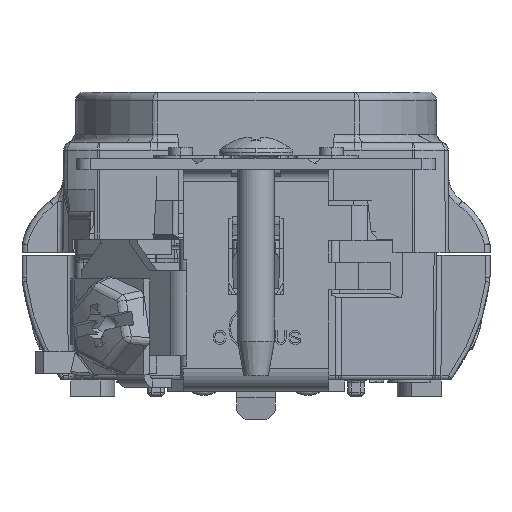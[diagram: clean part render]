
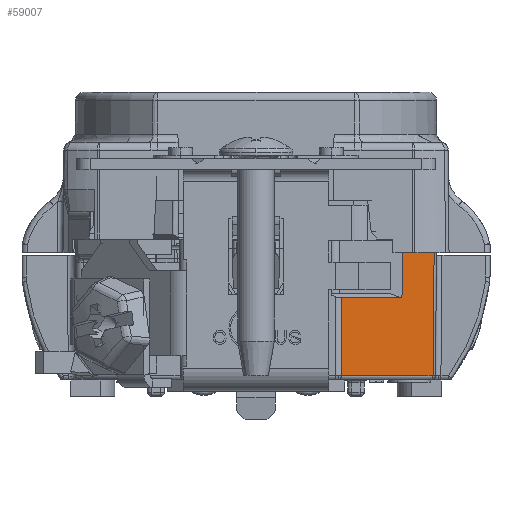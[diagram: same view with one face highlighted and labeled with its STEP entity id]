
A CAD part, front view. The second image highlights one B-rep face of the part: STEP entity #59007.
In plain terms, the highlighted planar face has unit normal (0.707, -0.707, -0.009).
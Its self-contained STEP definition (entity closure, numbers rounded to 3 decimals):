
#1443 = LINE ( 'NONE', #46139, #80749 ) ;
#3744 = VERTEX_POINT ( 'NONE', #137324 ) ;
#6619 = CARTESIAN_POINT ( 'NONE',  ( 14.898, -31.168, 1.727 ) ) ;
#9397 = ORIENTED_EDGE ( 'NONE', *, *, #128739, .T. ) ;
#26467 = ORIENTED_EDGE ( 'NONE', *, *, #161227, .T. ) ;
#28103 = VERTEX_POINT ( 'NONE', #181417 ) ;
#31896 = EDGE_CURVE ( 'NONE', #144036, #100961, #80541, .T. ) ;
#32607 = VECTOR ( 'NONE', #140914, 1000. ) ;
#38415 = CARTESIAN_POINT ( 'NONE',  ( 15.009, -31.213, 14.43 ) ) ;
#38896 = VECTOR ( 'NONE', #91824, 1000. ) ;
#41933 = VERTEX_POINT ( 'NONE', #196184 ) ;
#46139 = CARTESIAN_POINT ( 'NONE',  ( -5.739, -51.804, 1.727 ) ) ;
#49417 = DIRECTION ( 'NONE',  ( -0.021, -0.009, -1. ) ) ;
#50490 = DIRECTION ( 'NONE',  ( 0.707, 0.707, 0. ) ) ;
#50984 = CARTESIAN_POINT ( 'NONE',  ( -5.661, -51.883, 14.43 ) ) ;
#54523 = VECTOR ( 'NONE', #49417, 1000. ) ;
#57824 = CARTESIAN_POINT ( 'NONE',  ( 15.008, -31.213, 14.324 ) ) ;
#59007 = ADVANCED_FACE ( 'NONE', ( #98784 ), #107618, .T. ) ;
#61737 = EDGE_CURVE ( 'NONE', #41933, #3744, #108785, .T. ) ;
#65985 = LINE ( 'NONE', #182597, #75636 ) ;
#67289 = VECTOR ( 'NONE', #132965, 1000. ) ;
#75636 = VECTOR ( 'NONE', #122363, 1000. ) ;
#80541 = LINE ( 'NONE', #50984, #32607 ) ;
#80749 = VECTOR ( 'NONE', #186697, 1000. ) ;
#82967 = CARTESIAN_POINT ( 'NONE',  ( 12.117, -34.099, 13.9 ) ) ;
#91824 = DIRECTION ( 'NONE',  ( -0.707, -0.707, 0. ) ) ;
#98784 = FACE_OUTER_BOUND ( 'NONE', #191641, .T. ) ;
#100961 = VERTEX_POINT ( 'NONE', #144387 ) ;
#107618 = PLANE ( 'NONE',  #108176 ) ;
#108134 = LINE ( 'NONE', #57824, #67289 ) ;
#108176 = AXIS2_PLACEMENT_3D ( 'NONE', #192885, #180197, #50490 ) ;
#108785 = LINE ( 'NONE', #140044, #38896 ) ;
#112576 = ORIENTED_EDGE ( 'NONE', *, *, #121386, .T. ) ;
#121386 = EDGE_CURVE ( 'NONE', #184942, #144036, #108134, .T. ) ;
#121999 = ORIENTED_EDGE ( 'NONE', *, *, #31896, .T. ) ;
#122363 = DIRECTION ( 'NONE',  ( -0.004, 0.009, -1. ) ) ;
#128739 = EDGE_CURVE ( 'NONE', #100961, #41933, #157577, .T. ) ;
#132965 = DIRECTION ( 'NONE',  ( 0.009, -0.004, 1. ) ) ;
#135714 = ORIENTED_EDGE ( 'NONE', *, *, #61737, .T. ) ;
#137324 = CARTESIAN_POINT ( 'NONE',  ( 6.417, -39.738, 8.969 ) ) ;
#140044 = CARTESIAN_POINT ( 'NONE',  ( 6.416, -39.739, 8.969 ) ) ;
#140914 = DIRECTION ( 'NONE',  ( -0.707, -0.707, 0. ) ) ;
#144036 = VERTEX_POINT ( 'NONE', #38415 ) ;
#144387 = CARTESIAN_POINT ( 'NONE',  ( 12.128, -34.094, 14.43 ) ) ;
#153033 = ORIENTED_EDGE ( 'NONE', *, *, #182471, .T. ) ;
#157577 = LINE ( 'NONE', #82967, #54523 ) ;
#161227 = EDGE_CURVE ( 'NONE', #3744, #28103, #65985, .T. ) ;
#180197 = DIRECTION ( 'NONE',  ( 0.707, -0.707, -0.009 ) ) ;
#181417 = CARTESIAN_POINT ( 'NONE',  ( 6.39, -39.675, 1.727 ) ) ;
#182471 = EDGE_CURVE ( 'NONE', #28103, #184942, #1443, .T. ) ;
#182597 = CARTESIAN_POINT ( 'NONE',  ( 6.389, -39.672, 1.35 ) ) ;
#184942 = VERTEX_POINT ( 'NONE', #6619 ) ;
#186697 = DIRECTION ( 'NONE',  ( 0.707, 0.707, 0. ) ) ;
#191641 = EDGE_LOOP ( 'NONE', ( #9397, #135714, #26467, #153033, #112576, #121999 ) ) ;
#192885 = CARTESIAN_POINT ( 'NONE',  ( -5.661, -51.883, 14.43 ) ) ;
#196184 = CARTESIAN_POINT ( 'NONE',  ( 12.013, -34.142, 8.969 ) ) ;
